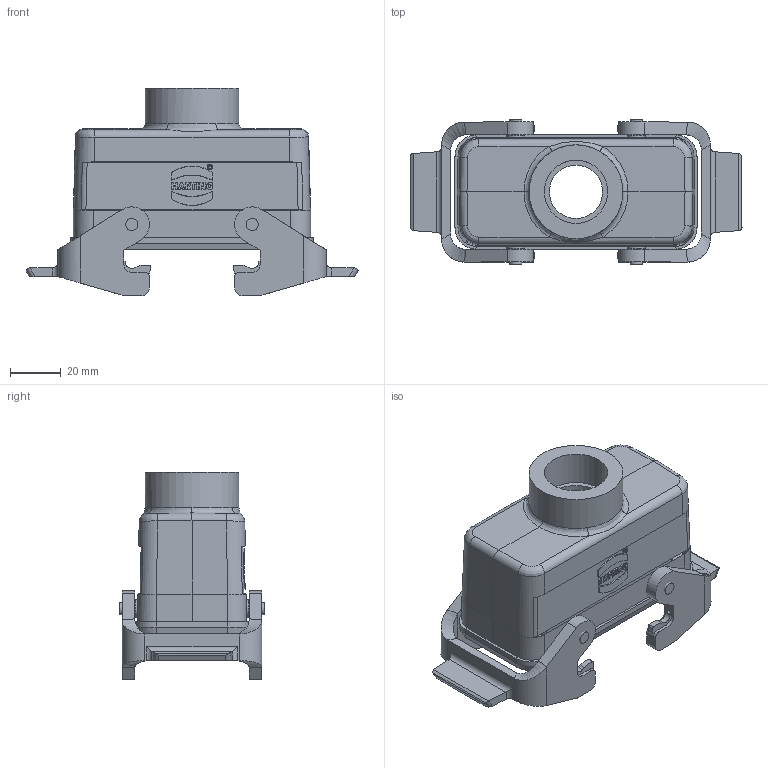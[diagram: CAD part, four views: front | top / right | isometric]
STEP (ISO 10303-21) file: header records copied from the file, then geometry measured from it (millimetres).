
FILE_DESCRIPTION(/* description */ (''),/* implementation_level */ '2;1');
FILE_NAME(/* name */ '100094865ugm000_d.stp',/* time_stamp */ '2020-01-09T11:06:34+01:00',/* author */ (''),/* organization */ (''),/* preprocessor_version */ 'ST-DEVELOPER v16.7',/* originating_system */ 'SIEMENS PLM Software NX 12.0',/* authorisation */ '');
FILE_SCHEMA (('AUTOMOTIVE_DESIGN { 1 0 10303 214 3 1 1 1 }'));
Length unit declared in the file: millimetre
Products named in the file (1): 100094865ugm000_d
Bounding box: 130.9 x 57 x 81.7 mm (x, y, z)
Volume: 79979.5 mm3; surface area: 47389.4 mm2
Topology: 3 solids, 3 shells, 457 faces, 1186 edges, 750 vertices
Faces by surface type: plane 261, cylinder 131, bspline 50, cone 15
Full cylindrical faces by diameter (mm): 3 x4, 4.8 x4, 7 x4, 21 x1, 25 x1, 37 x1
Entity records: 18342 total; most frequent: CARTESIAN_POINT 5069, ORIENTED_EDGE 2272, DIRECTION 2157, EDGE_CURVE 1136, VERTEX_POINT 737, LINE 731, VECTOR 731, AXIS2_PLACEMENT_3D 713
